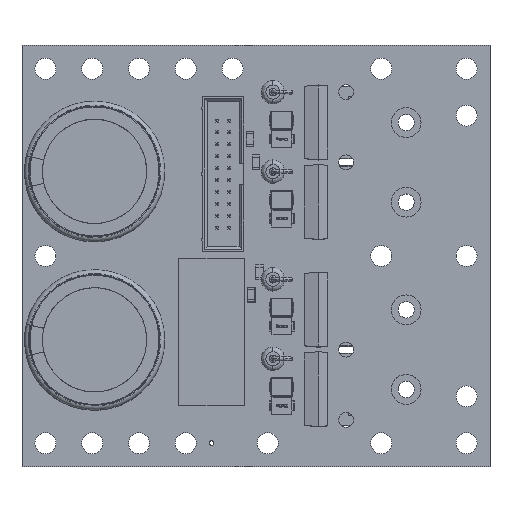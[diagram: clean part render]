
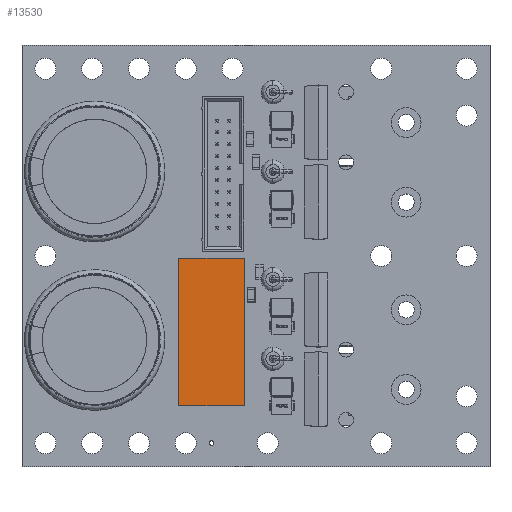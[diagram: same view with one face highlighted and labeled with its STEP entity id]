
A CAD part, top view. The second image highlights one B-rep face of the part: STEP entity #13530.
In plain terms, the highlighted planar face has unit normal (0, 0, 1).
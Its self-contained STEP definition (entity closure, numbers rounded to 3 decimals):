
#13401 = VERTEX_POINT('',#13402);
#13402 = CARTESIAN_POINT('',(7.,15.75,24.5));
#13408 = EDGE_CURVE('',#13401,#13409,#13411,.T.);
#13409 = VERTEX_POINT('',#13410);
#13410 = CARTESIAN_POINT('',(7.,-15.75,24.5));
#13411 = LINE('',#13412,#13413);
#13412 = CARTESIAN_POINT('',(7.,15.75,24.5));
#13413 = VECTOR('',#13414,1.);
#13414 = DIRECTION('',(0.,-1.,0.));
#13439 = EDGE_CURVE('',#13409,#13440,#13442,.T.);
#13440 = VERTEX_POINT('',#13441);
#13441 = CARTESIAN_POINT('',(-7.,-15.75,24.5));
#13442 = LINE('',#13443,#13444);
#13443 = CARTESIAN_POINT('',(7.,-15.75,24.5));
#13444 = VECTOR('',#13445,1.);
#13445 = DIRECTION('',(-1.,0.,0.));
#13470 = EDGE_CURVE('',#13440,#13471,#13473,.T.);
#13471 = VERTEX_POINT('',#13472);
#13472 = CARTESIAN_POINT('',(-7.,15.75,24.5));
#13473 = LINE('',#13474,#13475);
#13474 = CARTESIAN_POINT('',(-7.,-15.75,24.5));
#13475 = VECTOR('',#13476,1.);
#13476 = DIRECTION('',(0.,1.,0.));
#13501 = EDGE_CURVE('',#13471,#13401,#13502,.T.);
#13502 = LINE('',#13503,#13504);
#13503 = CARTESIAN_POINT('',(-7.,15.75,24.5));
#13504 = VECTOR('',#13505,1.);
#13505 = DIRECTION('',(1.,0.,0.));
#13530 = ADVANCED_FACE('',(#13531),#13537,.T.);
#13531 = FACE_BOUND('',#13532,.F.);
#13532 = EDGE_LOOP('',(#13533,#13534,#13535,#13536));
#13533 = ORIENTED_EDGE('',*,*,#13408,.T.);
#13534 = ORIENTED_EDGE('',*,*,#13439,.T.);
#13535 = ORIENTED_EDGE('',*,*,#13470,.T.);
#13536 = ORIENTED_EDGE('',*,*,#13501,.T.);
#13537 = PLANE('',#13538);
#13538 = AXIS2_PLACEMENT_3D('',#13539,#13540,#13541);
#13539 = CARTESIAN_POINT('',(7.,15.75,24.5));
#13540 = DIRECTION('',(0.,0.,1.));
#13541 = DIRECTION('',(1.,0.,0.));
